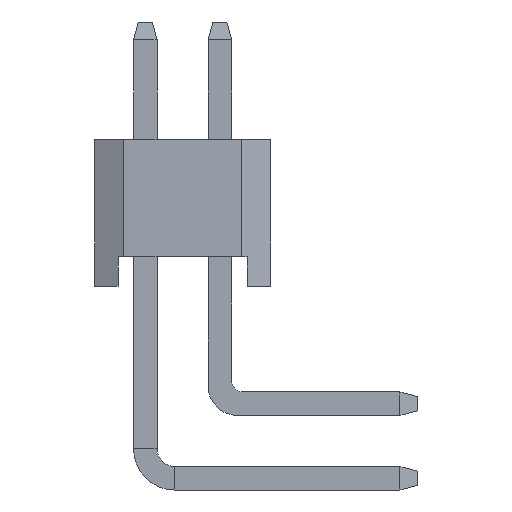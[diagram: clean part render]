
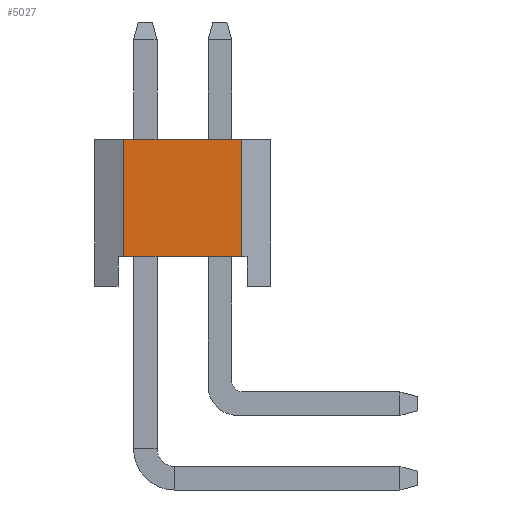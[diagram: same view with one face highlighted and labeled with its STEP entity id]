
A CAD part, left-side view. The second image highlights one B-rep face of the part: STEP entity #5027.
In plain terms, the highlighted planar face has unit normal (-1, 0, 0).
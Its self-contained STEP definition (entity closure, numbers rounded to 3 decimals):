
#14 = CARTESIAN_POINT ( 'NONE',  ( -8.89, -1., 2.5 ) ) ;
#408 = EDGE_CURVE ( 'NONE', #8989, #5399, #8955, .T. ) ;
#512 = EDGE_CURVE ( 'NONE', #5399, #4382, #6501, .T. ) ;
#758 = AXIS2_PLACEMENT_3D ( 'NONE', #14094, #1703, #12811 ) ;
#1263 = DIRECTION ( 'NONE',  ( 0., 0., 1. ) ) ;
#1703 = DIRECTION ( 'NONE',  ( 1., 0., 0. ) ) ;
#2255 = VERTEX_POINT ( 'NONE', #7849 ) ;
#2993 = EDGE_LOOP ( 'NONE', ( #15142, #9251, #4636, #15582 ) ) ;
#3659 = VECTOR ( 'NONE', #8110, 1000. ) ;
#3863 = CARTESIAN_POINT ( 'NONE',  ( -8.89, -1.5, 2.5 ) ) ;
#3905 = VECTOR ( 'NONE', #1263, 1000. ) ;
#4382 = VERTEX_POINT ( 'NONE', #14 ) ;
#4636 = ORIENTED_EDGE ( 'NONE', *, *, #15702, .T. ) ;
#4775 = DIRECTION ( 'NONE',  ( 0., 0., 1. ) ) ;
#5027 = ADVANCED_FACE ( 'NONE', ( #11280 ), #11193, .F. ) ;
#5327 = EDGE_CURVE ( 'NONE', #2255, #8989, #15059, .T. ) ;
#5399 = VERTEX_POINT ( 'NONE', #16684 ) ;
#6238 = LINE ( 'NONE', #15914, #3905 ) ;
#6501 = LINE ( 'NONE', #3863, #16802 ) ;
#7438 = CARTESIAN_POINT ( 'NONE',  ( -8.89, 1., 0.5 ) ) ;
#7849 = CARTESIAN_POINT ( 'NONE',  ( -8.89, -1., 0.5 ) ) ;
#8110 = DIRECTION ( 'NONE',  ( 0., 1., 0. ) ) ;
#8955 = LINE ( 'NONE', #14460, #13034 ) ;
#8989 = VERTEX_POINT ( 'NONE', #7438 ) ;
#9251 = ORIENTED_EDGE ( 'NONE', *, *, #5327, .F. ) ;
#9398 = DIRECTION ( 'NONE',  ( 0., -1., 0. ) ) ;
#10813 = CARTESIAN_POINT ( 'NONE',  ( -8.89, 1.1, 0.5 ) ) ;
#11193 = PLANE ( 'NONE',  #758 ) ;
#11280 = FACE_OUTER_BOUND ( 'NONE', #2993, .T. ) ;
#12811 = DIRECTION ( 'NONE',  ( 0., 0., -1. ) ) ;
#13034 = VECTOR ( 'NONE', #4775, 1000. ) ;
#14094 = CARTESIAN_POINT ( 'NONE',  ( -8.89, -1.5, 2.5 ) ) ;
#14460 = CARTESIAN_POINT ( 'NONE',  ( -8.89, 1., 0. ) ) ;
#15059 = LINE ( 'NONE', #10813, #3659 ) ;
#15142 = ORIENTED_EDGE ( 'NONE', *, *, #408, .F. ) ;
#15582 = ORIENTED_EDGE ( 'NONE', *, *, #512, .F. ) ;
#15702 = EDGE_CURVE ( 'NONE', #2255, #4382, #6238, .T. ) ;
#15914 = CARTESIAN_POINT ( 'NONE',  ( -8.89, -1., 0. ) ) ;
#16684 = CARTESIAN_POINT ( 'NONE',  ( -8.89, 1., 2.5 ) ) ;
#16802 = VECTOR ( 'NONE', #9398, 1000. ) ;
